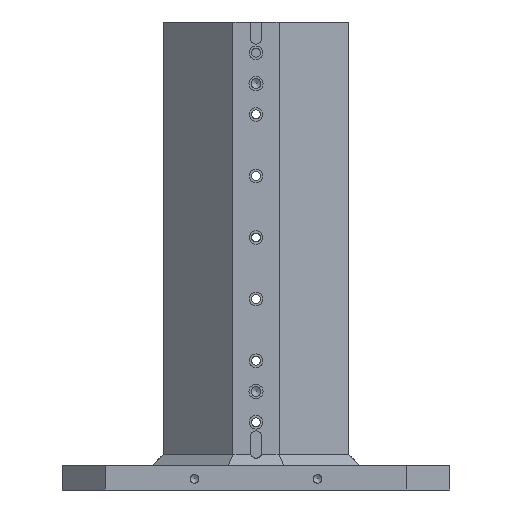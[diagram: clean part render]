
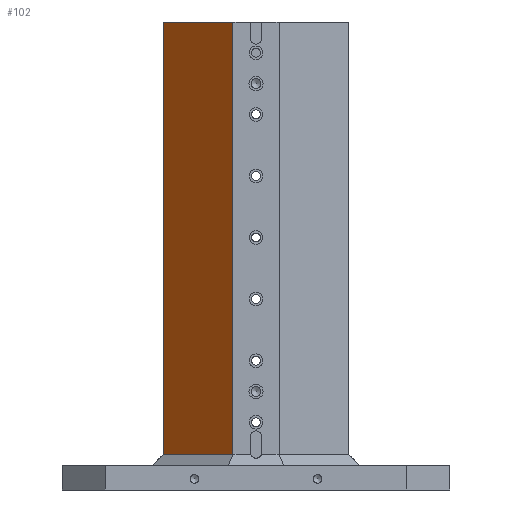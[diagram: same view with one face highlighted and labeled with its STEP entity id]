
A CAD part, front view. The second image highlights one B-rep face of the part: STEP entity #102.
In plain terms, the highlighted planar face has unit normal (-0.707, -0.707, 0).
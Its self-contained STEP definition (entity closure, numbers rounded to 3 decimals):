
#102 = ADVANCED_FACE( '', ( #518 ), #519, .T. );
#518 = FACE_OUTER_BOUND( '', #1430, .T. );
#519 = PLANE( '', #1431 );
#1430 = EDGE_LOOP( '', ( #2582, #2583, #2584, #2585 ) );
#1431 = AXIS2_PLACEMENT_3D( '', #2586, #2587, #2588 );
#2582 = ORIENTED_EDGE( '', *, *, #4786, .T. );
#2583 = ORIENTED_EDGE( '', *, *, #4791, .T. );
#2584 = ORIENTED_EDGE( '', *, *, #4792, .F. );
#2585 = ORIENTED_EDGE( '', *, *, #4695, .T. );
#2586 = CARTESIAN_POINT( '', ( -37.5, -150., 760. ) );
#2587 = DIRECTION( '', ( -0.707, -0.707, 0. ) );
#2588 = DIRECTION( '', ( 0.707, -0.707, 0. ) );
#4695 = EDGE_CURVE( '', #5515, #5513, #5516, .T. );
#4786 = EDGE_CURVE( '', #5513, #5673, #5675, .T. );
#4791 = EDGE_CURVE( '', #5673, #5684, #5685, .T. );
#4792 = EDGE_CURVE( '', #5515, #5684, #5686, .T. );
#5513 = VERTEX_POINT( '', #6770 );
#5515 = VERTEX_POINT( '', #6773 );
#5516 = LINE( '', #6774, #6775 );
#5673 = VERTEX_POINT( '', #6962 );
#5675 = LINE( '', #6965, #6966 );
#5684 = VERTEX_POINT( '', #6979 );
#5685 = LINE( '', #6980, #6981 );
#5686 = LINE( '', #6982, #6983 );
#6770 = CARTESIAN_POINT( '', ( -150., -37.5, 760. ) );
#6773 = CARTESIAN_POINT( '', ( -37.5, -150., 760. ) );
#6774 = CARTESIAN_POINT( '', ( -37.5, -150., 760. ) );
#6775 = VECTOR( '', #8552, 1000. );
#6962 = CARTESIAN_POINT( '', ( -150., -37.5, 58. ) );
#6965 = CARTESIAN_POINT( '', ( -150., -37.5, 760. ) );
#6966 = VECTOR( '', #8761, 1000. );
#6979 = CARTESIAN_POINT( '', ( -37.5, -150., 58. ) );
#6980 = CARTESIAN_POINT( '', ( -37.5, -150., 58. ) );
#6981 = VECTOR( '', #8766, 1000. );
#6982 = CARTESIAN_POINT( '', ( -37.5, -150., 760. ) );
#6983 = VECTOR( '', #8767, 1000. );
#8552 = DIRECTION( '', ( -0.707, 0.707, 0. ) );
#8761 = DIRECTION( '', ( 0., 0., -1. ) );
#8766 = DIRECTION( '', ( 0.707, -0.707, 0. ) );
#8767 = DIRECTION( '', ( 0., 0., -1. ) );
